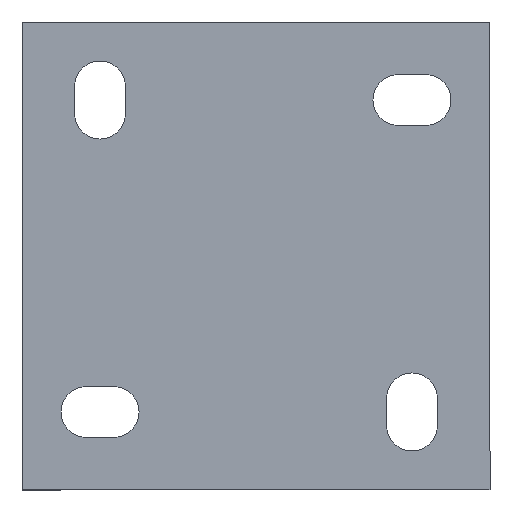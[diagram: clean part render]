
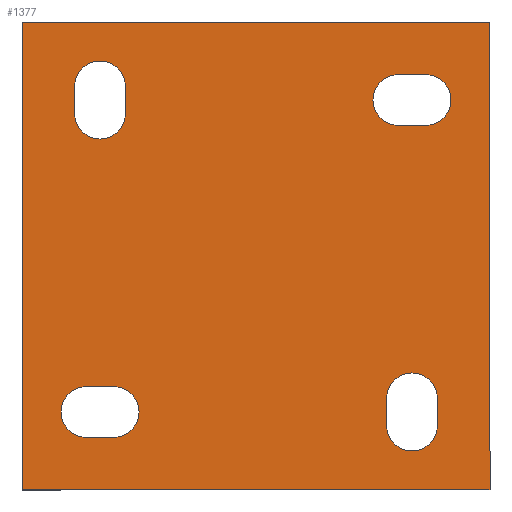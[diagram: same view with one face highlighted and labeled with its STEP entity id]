
A CAD part, front view. The second image highlights one B-rep face of the part: STEP entity #1377.
In plain terms, the highlighted planar face has unit normal (0, -1, 0).
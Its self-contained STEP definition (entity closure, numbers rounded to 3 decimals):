
#72=FACE_BOUND('',#320,.T.);
#73=FACE_BOUND('',#321,.T.);
#74=FACE_BOUND('',#322,.T.);
#75=FACE_BOUND('',#323,.T.);
#119=CIRCLE('',#1517,6.5);
#121=CIRCLE('',#1521,6.5);
#123=CIRCLE('',#1525,6.5);
#125=CIRCLE('',#1529,6.5);
#127=CIRCLE('',#1533,6.5);
#129=CIRCLE('',#1537,6.5);
#131=CIRCLE('',#1541,6.5);
#133=CIRCLE('',#1545,6.5);
#230=FACE_OUTER_BOUND('',#319,.T.);
#319=EDGE_LOOP('',(#1224,#1225,#1226,#1227));
#320=EDGE_LOOP('',(#1228,#1229,#1230,#1231));
#321=EDGE_LOOP('',(#1232,#1233,#1234,#1235));
#322=EDGE_LOOP('',(#1236,#1237,#1238,#1239));
#323=EDGE_LOOP('',(#1240,#1241,#1242,#1243));
#420=LINE('',#2218,#551);
#423=LINE('',#2227,#554);
#428=LINE('',#2242,#559);
#431=LINE('',#2251,#562);
#436=LINE('',#2266,#567);
#439=LINE('',#2275,#570);
#444=LINE('',#2290,#575);
#447=LINE('',#2299,#578);
#450=LINE('',#2307,#581);
#454=LINE('',#2314,#585);
#457=LINE('',#2320,#588);
#459=LINE('',#2323,#590);
#551=VECTOR('',#1835,10.);
#554=VECTOR('',#1846,10.);
#559=VECTOR('',#1859,10.);
#562=VECTOR('',#1870,10.);
#567=VECTOR('',#1883,10.);
#570=VECTOR('',#1894,10.);
#575=VECTOR('',#1907,10.);
#578=VECTOR('',#1918,10.);
#581=VECTOR('',#1923,10.);
#585=VECTOR('',#1929,10.);
#588=VECTOR('',#1934,10.);
#590=VECTOR('',#1938,10.);
#671=VERTEX_POINT('',#2208);
#672=VERTEX_POINT('',#2210);
#674=VERTEX_POINT('',#2216);
#676=VERTEX_POINT('',#2222);
#679=VERTEX_POINT('',#2232);
#680=VERTEX_POINT('',#2234);
#682=VERTEX_POINT('',#2240);
#684=VERTEX_POINT('',#2246);
#687=VERTEX_POINT('',#2256);
#688=VERTEX_POINT('',#2258);
#690=VERTEX_POINT('',#2264);
#692=VERTEX_POINT('',#2270);
#695=VERTEX_POINT('',#2280);
#696=VERTEX_POINT('',#2282);
#698=VERTEX_POINT('',#2288);
#700=VERTEX_POINT('',#2294);
#703=VERTEX_POINT('',#2304);
#704=VERTEX_POINT('',#2306);
#706=VERTEX_POINT('',#2312);
#708=VERTEX_POINT('',#2318);
#836=EDGE_CURVE('',#672,#671,#119,.T.);
#840=EDGE_CURVE('',#671,#674,#420,.T.);
#843=EDGE_CURVE('',#674,#676,#121,.T.);
#845=EDGE_CURVE('',#676,#672,#423,.T.);
#848=EDGE_CURVE('',#680,#679,#123,.T.);
#852=EDGE_CURVE('',#679,#682,#428,.T.);
#855=EDGE_CURVE('',#682,#684,#125,.T.);
#857=EDGE_CURVE('',#684,#680,#431,.T.);
#860=EDGE_CURVE('',#688,#687,#127,.T.);
#864=EDGE_CURVE('',#687,#690,#436,.T.);
#867=EDGE_CURVE('',#690,#692,#129,.T.);
#869=EDGE_CURVE('',#692,#688,#439,.T.);
#872=EDGE_CURVE('',#696,#695,#131,.T.);
#876=EDGE_CURVE('',#695,#698,#444,.T.);
#879=EDGE_CURVE('',#698,#700,#133,.T.);
#881=EDGE_CURVE('',#700,#696,#447,.T.);
#884=EDGE_CURVE('',#703,#704,#450,.T.);
#888=EDGE_CURVE('',#706,#703,#454,.T.);
#891=EDGE_CURVE('',#708,#706,#457,.T.);
#893=EDGE_CURVE('',#704,#708,#459,.T.);
#1224=ORIENTED_EDGE('',*,*,#893,.F.);
#1225=ORIENTED_EDGE('',*,*,#884,.F.);
#1226=ORIENTED_EDGE('',*,*,#888,.F.);
#1227=ORIENTED_EDGE('',*,*,#891,.F.);
#1228=ORIENTED_EDGE('',*,*,#836,.T.);
#1229=ORIENTED_EDGE('',*,*,#840,.T.);
#1230=ORIENTED_EDGE('',*,*,#843,.T.);
#1231=ORIENTED_EDGE('',*,*,#845,.T.);
#1232=ORIENTED_EDGE('',*,*,#848,.T.);
#1233=ORIENTED_EDGE('',*,*,#852,.T.);
#1234=ORIENTED_EDGE('',*,*,#855,.T.);
#1235=ORIENTED_EDGE('',*,*,#857,.T.);
#1236=ORIENTED_EDGE('',*,*,#860,.T.);
#1237=ORIENTED_EDGE('',*,*,#864,.T.);
#1238=ORIENTED_EDGE('',*,*,#867,.T.);
#1239=ORIENTED_EDGE('',*,*,#869,.T.);
#1240=ORIENTED_EDGE('',*,*,#872,.T.);
#1241=ORIENTED_EDGE('',*,*,#876,.T.);
#1242=ORIENTED_EDGE('',*,*,#879,.T.);
#1243=ORIENTED_EDGE('',*,*,#881,.T.);
#1306=PLANE('',#1551);
#1377=ADVANCED_FACE('',(#230,#72,#73,#74,#75),#1306,.F.);
#1517=AXIS2_PLACEMENT_3D('',#2211,#1828,#1829);
#1521=AXIS2_PLACEMENT_3D('',#2224,#1841,#1842);
#1525=AXIS2_PLACEMENT_3D('',#2235,#1852,#1853);
#1529=AXIS2_PLACEMENT_3D('',#2248,#1865,#1866);
#1533=AXIS2_PLACEMENT_3D('',#2259,#1876,#1877);
#1537=AXIS2_PLACEMENT_3D('',#2272,#1889,#1890);
#1541=AXIS2_PLACEMENT_3D('',#2283,#1900,#1901);
#1545=AXIS2_PLACEMENT_3D('',#2296,#1913,#1914);
#1551=AXIS2_PLACEMENT_3D('',#2324,#1939,#1940);
#1828=DIRECTION('center_axis',(0.,1.,0.));
#1829=DIRECTION('ref_axis',(-1.,0.,0.));
#1835=DIRECTION('',(0.,0.,-1.));
#1841=DIRECTION('center_axis',(0.,1.,0.));
#1842=DIRECTION('ref_axis',(1.,0.,0.));
#1846=DIRECTION('',(0.,0.,1.));
#1852=DIRECTION('center_axis',(0.,1.,0.));
#1853=DIRECTION('ref_axis',(0.,0.,1.));
#1859=DIRECTION('',(-1.,0.,0.));
#1865=DIRECTION('center_axis',(0.,1.,0.));
#1866=DIRECTION('ref_axis',(0.,0.,-1.));
#1870=DIRECTION('',(1.,0.,0.));
#1876=DIRECTION('center_axis',(0.,1.,0.));
#1877=DIRECTION('ref_axis',(1.,0.,0.));
#1883=DIRECTION('',(0.,0.,1.));
#1889=DIRECTION('center_axis',(0.,1.,0.));
#1890=DIRECTION('ref_axis',(-1.,0.,0.));
#1894=DIRECTION('',(0.,0.,-1.));
#1900=DIRECTION('center_axis',(0.,1.,0.));
#1901=DIRECTION('ref_axis',(0.,0.,-1.));
#1907=DIRECTION('',(1.,0.,0.));
#1913=DIRECTION('center_axis',(0.,1.,0.));
#1914=DIRECTION('ref_axis',(0.,0.,1.));
#1918=DIRECTION('',(-1.,0.,0.));
#1923=DIRECTION('',(0.,0.,-1.));
#1929=DIRECTION('',(1.,0.,0.));
#1934=DIRECTION('',(0.,0.,1.));
#1938=DIRECTION('',(-1.,0.,0.));
#1939=DIRECTION('center_axis',(0.,1.,0.));
#1940=DIRECTION('ref_axis',(0.,0.,1.));
#2208=CARTESIAN_POINT('',(46.5,0.,-36.5));
#2210=CARTESIAN_POINT('',(33.5,0.,-36.5));
#2211=CARTESIAN_POINT('Origin',(40.,0.,-36.5));
#2216=CARTESIAN_POINT('',(46.5,0.,-43.5));
#2218=CARTESIAN_POINT('',(46.5,0.,-21.75));
#2222=CARTESIAN_POINT('',(33.5,0.,-43.5));
#2224=CARTESIAN_POINT('Origin',(40.,0.,-43.5));
#2227=CARTESIAN_POINT('',(33.5,0.,-18.25));
#2232=CARTESIAN_POINT('',(-36.5,0.,-46.5));
#2234=CARTESIAN_POINT('',(-36.5,0.,-33.5));
#2235=CARTESIAN_POINT('Origin',(-36.5,0.,-40.));
#2240=CARTESIAN_POINT('',(-43.5,0.,-46.5));
#2242=CARTESIAN_POINT('',(-21.75,0.,-46.5));
#2246=CARTESIAN_POINT('',(-43.5,0.,-33.5));
#2248=CARTESIAN_POINT('Origin',(-43.5,0.,-40.));
#2251=CARTESIAN_POINT('',(-18.25,0.,-33.5));
#2256=CARTESIAN_POINT('',(-46.5,0.,36.5));
#2258=CARTESIAN_POINT('',(-33.5,0.,36.5));
#2259=CARTESIAN_POINT('Origin',(-40.,0.,36.5));
#2264=CARTESIAN_POINT('',(-46.5,0.,43.5));
#2266=CARTESIAN_POINT('',(-46.5,0.,21.75));
#2270=CARTESIAN_POINT('',(-33.5,0.,43.5));
#2272=CARTESIAN_POINT('Origin',(-40.,0.,43.5));
#2275=CARTESIAN_POINT('',(-33.5,0.,18.25));
#2280=CARTESIAN_POINT('',(36.5,0.,46.5));
#2282=CARTESIAN_POINT('',(36.5,0.,33.5));
#2283=CARTESIAN_POINT('Origin',(36.5,0.,40.));
#2288=CARTESIAN_POINT('',(43.5,0.,46.5));
#2290=CARTESIAN_POINT('',(21.75,0.,46.5));
#2294=CARTESIAN_POINT('',(43.5,0.,33.5));
#2296=CARTESIAN_POINT('Origin',(43.5,0.,40.));
#2299=CARTESIAN_POINT('',(18.25,0.,33.5));
#2304=CARTESIAN_POINT('',(60.,0.,60.));
#2306=CARTESIAN_POINT('',(60.,0.,-60.));
#2307=CARTESIAN_POINT('',(60.,0.,60.));
#2312=CARTESIAN_POINT('',(-60.,0.,60.));
#2314=CARTESIAN_POINT('',(-60.,0.,60.));
#2318=CARTESIAN_POINT('',(-60.,0.,-60.));
#2320=CARTESIAN_POINT('',(-60.,0.,-60.));
#2323=CARTESIAN_POINT('',(60.,0.,-60.));
#2324=CARTESIAN_POINT('Origin',(0.,0.,0.));
